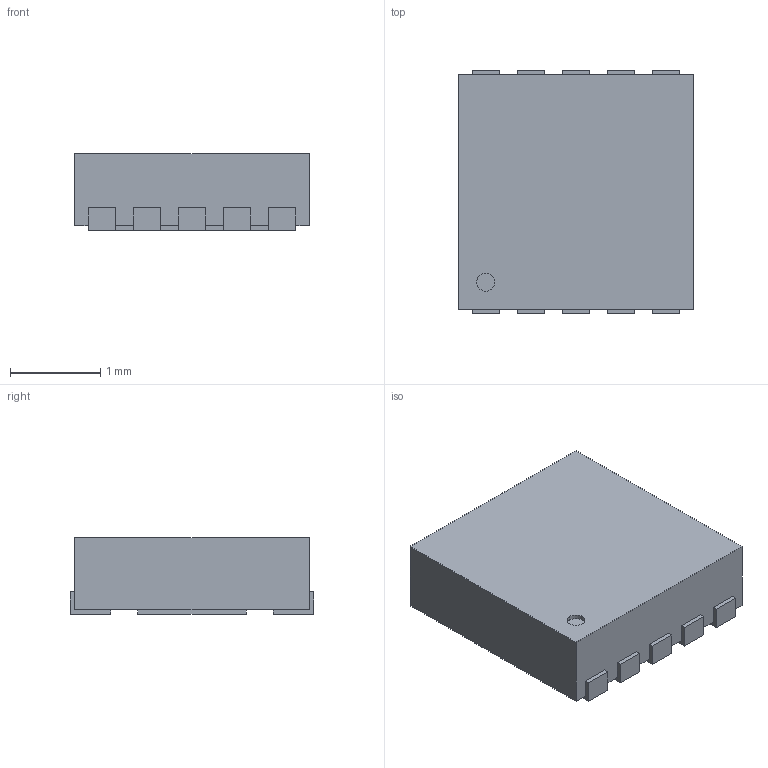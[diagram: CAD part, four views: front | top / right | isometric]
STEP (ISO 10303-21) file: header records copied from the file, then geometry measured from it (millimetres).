
FILE_DESCRIPTION(('FreeCAD Model'),'2;1');
FILE_NAME('User Library-DSK-10.step', '2017-09-29T10:46:49',('kicad StepUp'),('ksu MCAD'), 'Open CASCADE STEP processor 6.8','FreeCAD','Unknown');
FILE_SCHEMA(('AUTOMOTIVE_DESIGN_CC2 { 1 2 10303 214 -1 1 5 4 }'));
Length unit declared in the file: millimetre
Products named in the file (2): ASSEMBLY; User_Library-DSK-10
Assembly tree (1 placements, depth 2):
  ASSEMBLY
    User_Library-DSK-10
Bounding box: 2.6 x 2.7 x 0.85 mm (x, y, z)
Volume: 5.6 mm3; surface area: 23.4 mm2
Topology: 1 solids, 1 shells, 74 faces, 210 edges, 140 vertices
Faces by surface type: plane 72, cylinder 2
Entity records: 2907 total; most frequent: CARTESIAN_POINT 426, ORIENTED_EDGE 420, DIRECTION 366, EDGE_CURVE 210, LINE 206, VECTOR 206, VERTEX_POINT 140, AXIS2_PLACEMENT_3D 80
